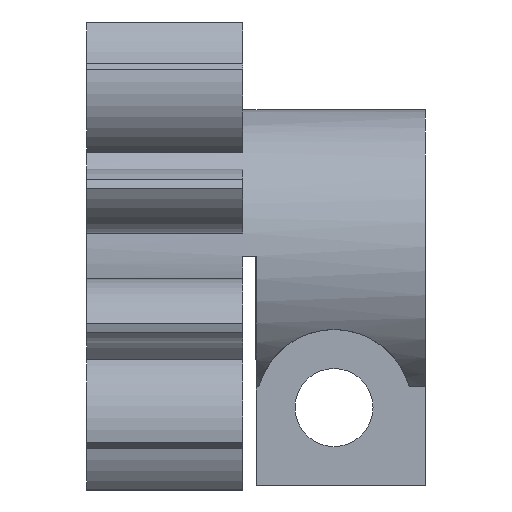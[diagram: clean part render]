
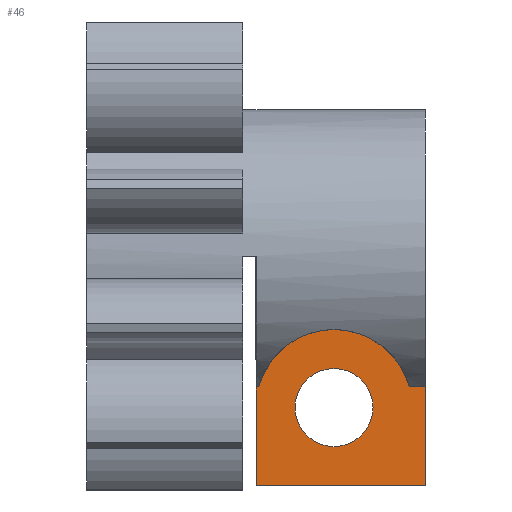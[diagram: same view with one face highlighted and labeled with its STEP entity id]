
A CAD part, front view. The second image highlights one B-rep face of the part: STEP entity #46.
In plain terms, the highlighted planar face has unit normal (0, -1, 0).
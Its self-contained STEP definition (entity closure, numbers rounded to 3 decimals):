
#20 = VERTEX_POINT ( 'NONE', #2206 ) ;
#46 = ADVANCED_FACE ( 'NONE', ( #1501, #2099 ), #725, .F. ) ;
#55 = VERTEX_POINT ( 'NONE', #1864 ) ;
#61 = VECTOR ( 'NONE', #400, 1000. ) ;
#64 = CARTESIAN_POINT ( 'NONE',  ( 6., -2.5, -5.038 ) ) ;
#151 = CARTESIAN_POINT ( 'NONE',  ( 6.606, -2.5, -5.038 ) ) ;
#171 = CARTESIAN_POINT ( 'NONE',  ( 9.5, -2.5, -4.328 ) ) ;
#199 = AXIS2_PLACEMENT_3D ( 'NONE', #599, #1350, #2406 ) ;
#207 = CARTESIAN_POINT ( 'NONE',  ( 0., -2.5, 0. ) ) ;
#231 = DIRECTION ( 'NONE',  ( 0., 1., 0. ) ) ;
#254 = VECTOR ( 'NONE', #1377, 1000. ) ;
#293 = CIRCLE ( 'NONE', #410, 1.5 ) ;
#298 = CARTESIAN_POINT ( 'NONE',  ( 6.5, -2.5, 0. ) ) ;
#346 = DIRECTION ( 'NONE',  ( 0., 1., 0. ) ) ;
#376 = VERTEX_POINT ( 'NONE', #981 ) ;
#393 = DIRECTION ( 'NONE',  ( 0., 1., 0. ) ) ;
#400 = DIRECTION ( 'NONE',  ( 0., 0., -1. ) ) ;
#410 = AXIS2_PLACEMENT_3D ( 'NONE', #713, #346, #882 ) ;
#430 = DIRECTION ( 'NONE',  ( 1., 0., 0. ) ) ;
#466 = VERTEX_POINT ( 'NONE', #151 ) ;
#488 = ORIENTED_EDGE ( 'NONE', *, *, #1674, .T. ) ;
#501 = VECTOR ( 'NONE', #1631, 1000. ) ;
#542 = VERTEX_POINT ( 'NONE', #714 ) ;
#558 = EDGE_CURVE ( 'NONE', #55, #542, #2052, .T. ) ;
#599 = CARTESIAN_POINT ( 'NONE',  ( 9.5, -2.5, -5.828 ) ) ;
#604 = CARTESIAN_POINT ( 'NONE',  ( 9.5, -2.5, -7.328 ) ) ;
#641 = EDGE_CURVE ( 'NONE', #1777, #542, #2314, .T. ) ;
#687 = VERTEX_POINT ( 'NONE', #604 ) ;
#713 = CARTESIAN_POINT ( 'NONE',  ( 9.5, -2.5, -5.828 ) ) ;
#714 = CARTESIAN_POINT ( 'NONE',  ( 13., -2.5, -8.828 ) ) ;
#725 = PLANE ( 'NONE',  #2389 ) ;
#731 = CIRCLE ( 'NONE', #199, 1.5 ) ;
#750 = CARTESIAN_POINT ( 'NONE',  ( 9.5, -2.5, -5.828 ) ) ;
#752 = DIRECTION ( 'NONE',  ( 0., 0., 1. ) ) ;
#754 = EDGE_CURVE ( 'NONE', #1833, #466, #2333, .T. ) ;
#851 = ORIENTED_EDGE ( 'NONE', *, *, #1695, .T. ) ;
#882 = DIRECTION ( 'NONE',  ( 0., 0., 1. ) ) ;
#921 = EDGE_CURVE ( 'NONE', #687, #1538, #293, .T. ) ;
#936 = EDGE_LOOP ( 'NONE', ( #488, #2107 ) ) ;
#981 = CARTESIAN_POINT ( 'NONE',  ( 9.5, -2.5, -2.828 ) ) ;
#1040 = EDGE_CURVE ( 'NONE', #376, #20, #2375, .T. ) ;
#1097 = DIRECTION ( 'NONE',  ( 1., 0., 0. ) ) ;
#1246 = ORIENTED_EDGE ( 'NONE', *, *, #1252, .F. ) ;
#1252 = EDGE_CURVE ( 'NONE', #20, #1777, #1584, .T. ) ;
#1272 = ORIENTED_EDGE ( 'NONE', *, *, #558, .T. ) ;
#1313 = EDGE_LOOP ( 'NONE', ( #2274, #851, #1272, #1324, #1246, #1664, #1620 ) ) ;
#1320 = DIRECTION ( 'NONE',  ( 0., 0., 1. ) ) ;
#1324 = ORIENTED_EDGE ( 'NONE', *, *, #641, .F. ) ;
#1350 = DIRECTION ( 'NONE',  ( 0., 1., 0. ) ) ;
#1377 = DIRECTION ( 'NONE',  ( 1., 0., 0. ) ) ;
#1401 = LINE ( 'NONE', #298, #501 ) ;
#1478 = DIRECTION ( 'NONE',  ( 0., 0., 1. ) ) ;
#1501 = FACE_OUTER_BOUND ( 'NONE', #1313, .T. ) ;
#1520 = CARTESIAN_POINT ( 'NONE',  ( 13., -2.5, -2.828 ) ) ;
#1538 = VERTEX_POINT ( 'NONE', #171 ) ;
#1584 = LINE ( 'NONE', #1767, #1800 ) ;
#1620 = ORIENTED_EDGE ( 'NONE', *, *, #2152, .F. ) ;
#1631 = DIRECTION ( 'NONE',  ( 0., 0., -1. ) ) ;
#1664 = ORIENTED_EDGE ( 'NONE', *, *, #1040, .F. ) ;
#1674 = EDGE_CURVE ( 'NONE', #1538, #687, #731, .T. ) ;
#1695 = EDGE_CURVE ( 'NONE', #1833, #55, #1401, .T. ) ;
#1767 = CARTESIAN_POINT ( 'NONE',  ( 6., -2.5, -5.038 ) ) ;
#1776 = VECTOR ( 'NONE', #1097, 1000. ) ;
#1777 = VERTEX_POINT ( 'NONE', #2260 ) ;
#1800 = VECTOR ( 'NONE', #430, 1000. ) ;
#1833 = VERTEX_POINT ( 'NONE', #2243 ) ;
#1837 = CARTESIAN_POINT ( 'NONE',  ( 6., -2.5, -8.828 ) ) ;
#1844 = AXIS2_PLACEMENT_3D ( 'NONE', #750, #1874, #1478 ) ;
#1858 = CARTESIAN_POINT ( 'NONE',  ( 9.5, -2.5, -5.828 ) ) ;
#1864 = CARTESIAN_POINT ( 'NONE',  ( 6.5, -2.5, -8.828 ) ) ;
#1874 = DIRECTION ( 'NONE',  ( 0., 1., 0. ) ) ;
#2052 = LINE ( 'NONE', #1837, #1776 ) ;
#2099 = FACE_BOUND ( 'NONE', #936, .T. ) ;
#2101 = CIRCLE ( 'NONE', #2342, 3. ) ;
#2107 = ORIENTED_EDGE ( 'NONE', *, *, #921, .T. ) ;
#2152 = EDGE_CURVE ( 'NONE', #466, #376, #2101, .T. ) ;
#2206 = CARTESIAN_POINT ( 'NONE',  ( 12.394, -2.5, -5.038 ) ) ;
#2243 = CARTESIAN_POINT ( 'NONE',  ( 6.5, -2.5, -5.038 ) ) ;
#2260 = CARTESIAN_POINT ( 'NONE',  ( 13., -2.5, -5.038 ) ) ;
#2274 = ORIENTED_EDGE ( 'NONE', *, *, #754, .F. ) ;
#2314 = LINE ( 'NONE', #1520, #61 ) ;
#2333 = LINE ( 'NONE', #64, #254 ) ;
#2342 = AXIS2_PLACEMENT_3D ( 'NONE', #1858, #393, #1320 ) ;
#2375 = CIRCLE ( 'NONE', #1844, 3. ) ;
#2389 = AXIS2_PLACEMENT_3D ( 'NONE', #207, #231, #752 ) ;
#2406 = DIRECTION ( 'NONE',  ( 0., 0., 1. ) ) ;
